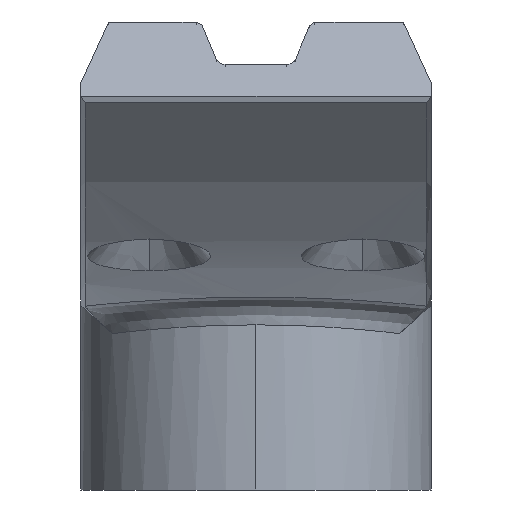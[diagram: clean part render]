
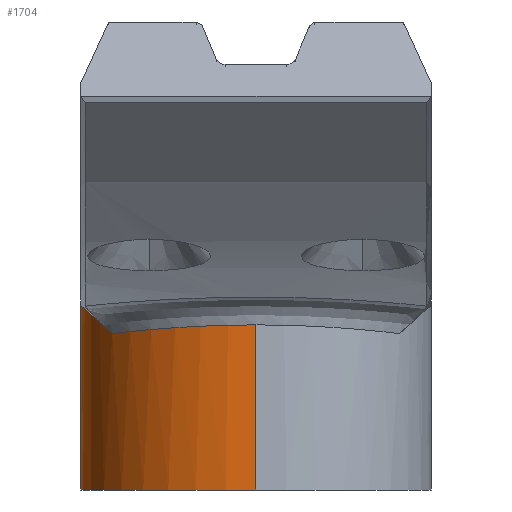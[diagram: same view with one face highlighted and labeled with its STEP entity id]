
A CAD part, left-side view. The second image highlights one B-rep face of the part: STEP entity #1704.
In plain terms, the highlighted cylindrical face has radius 9.402 mm (diameter 18.804 mm), a partial arc.
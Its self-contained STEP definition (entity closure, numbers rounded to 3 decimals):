
#12 = AXIS2_PLACEMENT_3D ( 'NONE', #1547, #360, #601 ) ;
#16 = ORIENTED_EDGE ( 'NONE', *, *, #2379, .T. ) ;
#193 = CARTESIAN_POINT ( 'NONE',  ( -9.22, 11.282, -85.288 ) ) ;
#209 = CARTESIAN_POINT ( 'NONE',  ( 9.402, 9.402, -94.107 ) ) ;
#247 = CARTESIAN_POINT ( 'NONE',  ( -7.967, 14.409, -85.458 ) ) ;
#282 = EDGE_CURVE ( 'NONE', #2359, #1668, #1228, .T. ) ;
#360 = DIRECTION ( 'NONE',  ( 0., 0., 1. ) ) ;
#368 = CARTESIAN_POINT ( 'NONE',  ( 5.021, 17.363, -85.495 ) ) ;
#417 = CARTESIAN_POINT ( 'NONE',  ( 0., 9.402, -94.107 ) ) ;
#421 = CARTESIAN_POINT ( 'NONE',  ( -5.021, 17.363, -85.495 ) ) ;
#442 = CARTESIAN_POINT ( 'NONE',  ( 0., 18.804, -84.201 ) ) ;
#461 = CARTESIAN_POINT ( 'NONE',  ( -5.386, 17.108, -85.728 ) ) ;
#512 = CARTESIAN_POINT ( 'NONE',  ( 6.567, 16.172, -85.619 ) ) ;
#550 = ORIENTED_EDGE ( 'NONE', *, *, #2268, .T. ) ;
#599 = CARTESIAN_POINT ( 'NONE',  ( 3.803, 18.013, -84.908 ) ) ;
#601 = DIRECTION ( 'NONE',  ( 1., 0., 0. ) ) ;
#632 = CARTESIAN_POINT ( 'NONE',  ( -1.971, 18.608, -84.375 ) ) ;
#648 = CYLINDRICAL_SURFACE ( 'NONE', #12, 9.402 ) ;
#721 = CARTESIAN_POINT ( 'NONE',  ( -9.402, 9.402, -85.261 ) ) ;
#728 = CARTESIAN_POINT ( 'NONE',  ( 6.008, 16.673, -85.675 ) ) ;
#734 = CARTESIAN_POINT ( 'NONE',  ( 9.402, 10.161, -85.261 ) ) ;
#809 = CARTESIAN_POINT ( 'NONE',  ( 0., 18.804, -84.201 ) ) ;
#819 = CARTESIAN_POINT ( 'NONE',  ( -3.811, 18.009, -84.911 ) ) ;
#829 = DIRECTION ( 'NONE',  ( 0., 0., 1. ) ) ;
#836 = DIRECTION ( 'NONE',  ( 0., 0., 1. ) ) ;
#840 = EDGE_LOOP ( 'NONE', ( #16, #914, #2547, #1803, #550, #846, #1429 ) ) ;
#846 = ORIENTED_EDGE ( 'NONE', *, *, #1781, .T. ) ;
#914 = ORIENTED_EDGE ( 'NONE', *, *, #282, .T. ) ;
#944 = CARTESIAN_POINT ( 'NONE',  ( 7.971, 14.401, -85.457 ) ) ;
#1002 = CARTESIAN_POINT ( 'NONE',  ( 5.386, 17.108, -85.728 ) ) ;
#1018 = EDGE_CURVE ( 'NONE', #1353, #2357, #1664, .T. ) ;
#1029 = DIRECTION ( 'NONE',  ( 1., 0., 0. ) ) ;
#1042 = CARTESIAN_POINT ( 'NONE',  ( 5.386, 17.108, -85.728 ) ) ;
#1107 = CARTESIAN_POINT ( 'NONE',  ( 8.931, 12.364, -85.329 ) ) ;
#1196 = B_SPLINE_CURVE_WITH_KNOTS ( 'NONE', 3,
 ( #1556, #1981, #1381, #1788, #2168, #1992, #599, #2178, #368, #1002 ),
 .UNSPECIFIED., .F., .F.,
 ( 4, 2, 2, 2, 4 ),
 ( 0.002, 0.004, 0.005, 0.007, 0.008 ),
 .UNSPECIFIED. ) ;
#1228 = LINE ( 'NONE', #1384, #2220 ) ;
#1246 = CARTESIAN_POINT ( 'NONE',  ( -6.818, 15.886, -85.591 ) ) ;
#1251 = CARTESIAN_POINT ( 'NONE',  ( -6.555, 16.152, -85.619 ) ) ;
#1308 = CARTESIAN_POINT ( 'NONE',  ( 7.314, 15.321, -85.536 ) ) ;
#1348 = CARTESIAN_POINT ( 'NONE',  ( 9.402, 9.402, -85.261 ) ) ;
#1353 = VERTEX_POINT ( 'NONE', #461 ) ;
#1381 = CARTESIAN_POINT ( 'NONE',  ( 1.001, 18.763, -84.237 ) ) ;
#1384 = CARTESIAN_POINT ( 'NONE',  ( -9.402, 9.402, -94.107 ) ) ;
#1391 = CARTESIAN_POINT ( 'NONE',  ( -9.288, 10.908, -85.278 ) ) ;
#1410 = DIRECTION ( 'NONE',  ( 0., 0., 1. ) ) ;
#1429 = ORIENTED_EDGE ( 'NONE', *, *, #2317, .F. ) ;
#1445 = B_SPLINE_CURVE_WITH_KNOTS ( 'NONE', 3,
 ( #2308, #728, #512, #1308, #2091, #944, #1737, #1899, #1905, #1107, #2515, #2506, #734, #2108 ),
 .UNSPECIFIED., .F., .F.,
 ( 4, 2, 2, 2, 2, 2, 4 ),
 ( 0., 0.002, 0.003, 0.005, 0.006, 0.007, 0.009 ),
 .UNSPECIFIED. ) ;
#1513 = CIRCLE ( 'NONE', #2207, 9.402 ) ;
#1547 = CARTESIAN_POINT ( 'NONE',  ( 0., 9.402, -94.107 ) ) ;
#1556 = CARTESIAN_POINT ( 'NONE',  ( 0., 18.804, -84.201 ) ) ;
#1594 = CARTESIAN_POINT ( 'NONE',  ( -0.503, 18.804, -84.201 ) ) ;
#1604 = CARTESIAN_POINT ( 'NONE',  ( -5.386, 17.108, -85.728 ) ) ;
#1615 = CARTESIAN_POINT ( 'NONE',  ( -4.634, 17.596, -85.284 ) ) ;
#1624 = CARTESIAN_POINT ( 'NONE',  ( 9.402, 9.402, -94.107 ) ) ;
#1634 = CARTESIAN_POINT ( 'NONE',  ( -5.995, 16.655, -85.674 ) ) ;
#1640 = FACE_OUTER_BOUND ( 'NONE', #840, .T. ) ;
#1664 = B_SPLINE_CURVE_WITH_KNOTS ( 'NONE', 3,
 ( #1604, #421, #1615, #819, #2408, #2612, #632, #2036, #1594, #442 ),
 .UNSPECIFIED., .F., .F.,
 ( 4, 2, 2, 2, 4 ),
 ( -0.004, -0.002, -0.001, 0.001, 0.002 ),
 .UNSPECIFIED. ) ;
#1668 = VERTEX_POINT ( 'NONE', #721 ) ;
#1683 = VERTEX_POINT ( 'NONE', #1348 ) ;
#1686 = B_SPLINE_CURVE_WITH_KNOTS ( 'NONE', 3,
 ( #2222, #2419, #2599, #1391, #193, #1864, #1874, #2256, #247, #2464, #2445, #1246, #1251, #1634, #2453, #1848 ),
 .UNSPECIFIED., .F., .F.,
 ( 4, 2, 2, 2, 2, 2, 2, 4 ),
 ( 0.009, 0.01, 0.011, 0.014, 0.015, 0.016, 0.017, 0.018 ),
 .UNSPECIFIED. ) ;
#1704 = ADVANCED_FACE ( 'NONE', ( #1640 ), #648, .T. ) ;
#1737 = CARTESIAN_POINT ( 'NONE',  ( 8.164, 14.08, -85.432 ) ) ;
#1742 = VECTOR ( 'NONE', #836, 1000. ) ;
#1781 = EDGE_CURVE ( 'NONE', #2470, #1683, #1445, .T. ) ;
#1788 = CARTESIAN_POINT ( 'NONE',  ( 1.976, 18.607, -84.376 ) ) ;
#1803 = ORIENTED_EDGE ( 'NONE', *, *, #1018, .T. ) ;
#1833 = CARTESIAN_POINT ( 'NONE',  ( -9.402, 9.402, -94.107 ) ) ;
#1848 = CARTESIAN_POINT ( 'NONE',  ( -5.386, 17.108, -85.728 ) ) ;
#1864 = CARTESIAN_POINT ( 'NONE',  ( -8.949, 12.384, -85.327 ) ) ;
#1874 = CARTESIAN_POINT ( 'NONE',  ( -8.684, 13.084, -85.364 ) ) ;
#1899 = CARTESIAN_POINT ( 'NONE',  ( 8.51, 13.416, -85.387 ) ) ;
#1905 = CARTESIAN_POINT ( 'NONE',  ( 8.664, 13.073, -85.366 ) ) ;
#1981 = CARTESIAN_POINT ( 'NONE',  ( 0.503, 18.804, -84.201 ) ) ;
#1992 = CARTESIAN_POINT ( 'NONE',  ( 3.37, 18.192, -84.747 ) ) ;
#2036 = CARTESIAN_POINT ( 'NONE',  ( -0.997, 18.764, -84.237 ) ) ;
#2049 = LINE ( 'NONE', #1624, #1742 ) ;
#2091 = CARTESIAN_POINT ( 'NONE',  ( 7.547, 15.021, -85.509 ) ) ;
#2108 = CARTESIAN_POINT ( 'NONE',  ( 9.402, 9.402, -85.261 ) ) ;
#2113 = VERTEX_POINT ( 'NONE', #209 ) ;
#2168 = CARTESIAN_POINT ( 'NONE',  ( 2.458, 18.489, -84.481 ) ) ;
#2178 = CARTESIAN_POINT ( 'NONE',  ( 4.628, 17.599, -85.282 ) ) ;
#2207 = AXIS2_PLACEMENT_3D ( 'NONE', #417, #829, #1029 ) ;
#2220 = VECTOR ( 'NONE', #1410, 1000. ) ;
#2222 = CARTESIAN_POINT ( 'NONE',  ( -9.402, 9.402, -85.261 ) ) ;
#2256 = CARTESIAN_POINT ( 'NONE',  ( -8.163, 14.082, -85.433 ) ) ;
#2268 = EDGE_CURVE ( 'NONE', #2357, #2470, #1196, .T. ) ;
#2308 = CARTESIAN_POINT ( 'NONE',  ( 5.386, 17.108, -85.728 ) ) ;
#2317 = EDGE_CURVE ( 'NONE', #2113, #1683, #2049, .T. ) ;
#2357 = VERTEX_POINT ( 'NONE', #809 ) ;
#2359 = VERTEX_POINT ( 'NONE', #1833 ) ;
#2379 = EDGE_CURVE ( 'NONE', #2113, #2359, #1513, .T. ) ;
#2408 = CARTESIAN_POINT ( 'NONE',  ( -3.375, 18.191, -84.748 ) ) ;
#2419 = CARTESIAN_POINT ( 'NONE',  ( -9.402, 9.781, -85.261 ) ) ;
#2437 = EDGE_CURVE ( 'NONE', #1668, #1353, #1686, .T. ) ;
#2445 = CARTESIAN_POINT ( 'NONE',  ( -7.311, 15.325, -85.536 ) ) ;
#2453 = CARTESIAN_POINT ( 'NONE',  ( -5.697, 16.891, -85.702 ) ) ;
#2464 = CARTESIAN_POINT ( 'NONE',  ( -7.541, 15.03, -85.509 ) ) ;
#2470 = VERTEX_POINT ( 'NONE', #1042 ) ;
#2506 = CARTESIAN_POINT ( 'NONE',  ( 9.311, 10.909, -85.275 ) ) ;
#2515 = CARTESIAN_POINT ( 'NONE',  ( 9.043, 12.002, -85.313 ) ) ;
#2547 = ORIENTED_EDGE ( 'NONE', *, *, #2437, .T. ) ;
#2599 = CARTESIAN_POINT ( 'NONE',  ( -9.379, 10.158, -85.264 ) ) ;
#2612 = CARTESIAN_POINT ( 'NONE',  ( -2.452, 18.491, -84.479 ) ) ;
